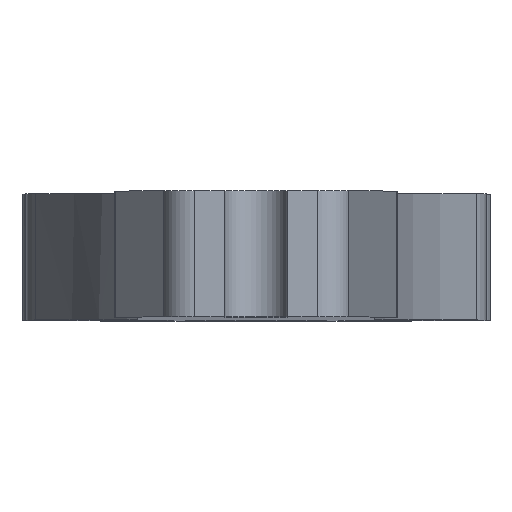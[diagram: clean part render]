
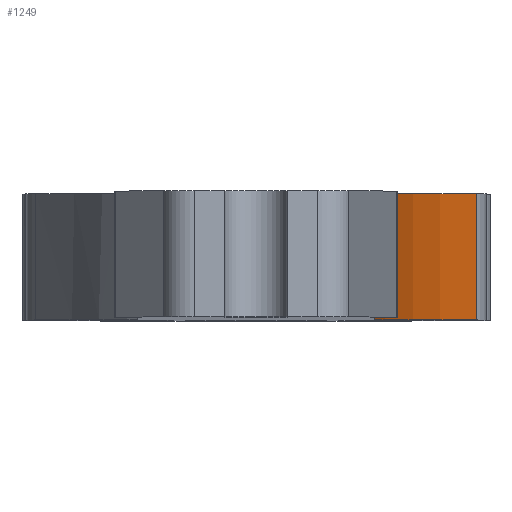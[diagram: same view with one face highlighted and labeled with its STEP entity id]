
A CAD part, top view. The second image highlights one B-rep face of the part: STEP entity #1249.
In plain terms, the highlighted free-form (B-spline) face has degree [5, 1] with [10, 2] control points.
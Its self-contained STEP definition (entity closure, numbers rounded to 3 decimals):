
#31=(
BOUNDED_CURVE()
B_SPLINE_CURVE(5,(#1987,#1988,#1989,#1990,#1991,#1992,#1993,#1994,#1995,
#1996),.UNSPECIFIED.,.F.,.F.)
B_SPLINE_CURVE_WITH_KNOTS((6,1,1,1,1,6),(0.,0.2,0.4,0.6,0.8,1.),
 .UNSPECIFIED.)
CURVE()
GEOMETRIC_REPRESENTATION_ITEM()
RATIONAL_B_SPLINE_CURVE((1.,1.,1.,1.,1.,1.,1.,1.,1.,1.))
REPRESENTATION_ITEM('')
);
#32=(
BOUNDED_CURVE()
B_SPLINE_CURVE(5,(#1998,#1999,#2000,#2001,#2002,#2003,#2004,#2005,#2006,
#2007),.UNSPECIFIED.,.F.,.F.)
B_SPLINE_CURVE_WITH_KNOTS((6,1,1,1,1,6),(0.,0.2,0.4,0.6,0.8,1.),
 .UNSPECIFIED.)
CURVE()
GEOMETRIC_REPRESENTATION_ITEM()
RATIONAL_B_SPLINE_CURVE((1.,1.,1.,1.,1.,1.,1.,1.,1.,1.))
REPRESENTATION_ITEM('')
);
#46=(
BOUNDED_SURFACE()
B_SPLINE_SURFACE(5,1,((#1966,#1967),(#1968,#1969),(#1970,#1971),(#1972,
#1973),(#1974,#1975),(#1976,#1977),(#1978,#1979),(#1980,#1981),(#1982,#1983),
(#1984,#1985)),.UNSPECIFIED.,.F.,.F.,.F.)
B_SPLINE_SURFACE_WITH_KNOTS((6,1,1,1,1,6),(2,2),(0.,0.2,0.4,0.6,0.8,1.),
(0.,0.8),.UNSPECIFIED.)
GEOMETRIC_REPRESENTATION_ITEM()
RATIONAL_B_SPLINE_SURFACE(((1.,1.),(1.,1.),(1.,1.),(1.,1.),(1.,1.),(1.,
1.),(1.,1.),(1.,1.),(1.,1.),(1.,1.)))
REPRESENTATION_ITEM('')
SURFACE()
);
#164=FACE_OUTER_BOUND('',#228,.T.);
#228=EDGE_LOOP('',(#938,#939,#940,#941));
#332=LINE('',#1965,#448);
#333=LINE('',#2008,#449);
#448=VECTOR('',#1587,10.);
#449=VECTOR('',#1588,10.);
#568=VERTEX_POINT('',#1961);
#569=VERTEX_POINT('',#1963);
#570=VERTEX_POINT('',#1986);
#571=VERTEX_POINT('',#1997);
#722=EDGE_CURVE('',#568,#569,#332,.T.);
#723=EDGE_CURVE('',#570,#568,#31,.T.);
#724=EDGE_CURVE('',#571,#569,#32,.T.);
#725=EDGE_CURVE('',#570,#571,#333,.T.);
#938=ORIENTED_EDGE('',*,*,#723,.T.);
#939=ORIENTED_EDGE('',*,*,#722,.T.);
#940=ORIENTED_EDGE('',*,*,#724,.F.);
#941=ORIENTED_EDGE('',*,*,#725,.F.);
#1249=ADVANCED_FACE('',(#164),#46,.T.);
#1587=DIRECTION('',(0.,1.,0.));
#1588=DIRECTION('',(0.,1.,0.));
#1961=CARTESIAN_POINT('',(13.961,0.,-96.154));
#1963=CARTESIAN_POINT('',(13.961,8.,-96.154));
#1965=CARTESIAN_POINT('',(13.961,0.,-96.154));
#1966=CARTESIAN_POINT('Ctrl Pts',(7.5,0.,-73.));
#1967=CARTESIAN_POINT('Ctrl Pts',(7.5,8.,-73.));
#1968=CARTESIAN_POINT('Ctrl Pts',(7.5,0.,-73.987));
#1969=CARTESIAN_POINT('Ctrl Pts',(7.5,8.,-73.987));
#1970=CARTESIAN_POINT('Ctrl Pts',(7.552,0.,-75.954));
#1971=CARTESIAN_POINT('Ctrl Pts',(7.552,8.,-75.954));
#1972=CARTESIAN_POINT('Ctrl Pts',(7.783,0.,-78.884));
#1973=CARTESIAN_POINT('Ctrl Pts',(7.783,8.,-78.884));
#1974=CARTESIAN_POINT('Ctrl Pts',(8.378,0.,-82.744));
#1975=CARTESIAN_POINT('Ctrl Pts',(8.378,8.,-82.744));
#1976=CARTESIAN_POINT('Ctrl Pts',(9.578,0.,-87.456));
#1977=CARTESIAN_POINT('Ctrl Pts',(9.578,8.,-87.456));
#1978=CARTESIAN_POINT('Ctrl Pts',(10.967,0.,-91.078));
#1979=CARTESIAN_POINT('Ctrl Pts',(10.967,8.,-91.078));
#1980=CARTESIAN_POINT('Ctrl Pts',(12.325,0.,-93.672));
#1981=CARTESIAN_POINT('Ctrl Pts',(12.325,8.,-93.672));
#1982=CARTESIAN_POINT('Ctrl Pts',(13.389,0.,-95.337));
#1983=CARTESIAN_POINT('Ctrl Pts',(13.389,8.,-95.337));
#1984=CARTESIAN_POINT('Ctrl Pts',(13.961,0.,-96.154));
#1985=CARTESIAN_POINT('Ctrl Pts',(13.961,8.,-96.154));
#1986=CARTESIAN_POINT('',(7.5,0.,-73.));
#1987=CARTESIAN_POINT('Ctrl Pts',(7.5,0.,-73.));
#1988=CARTESIAN_POINT('Ctrl Pts',(7.5,0.,-73.987));
#1989=CARTESIAN_POINT('Ctrl Pts',(7.552,0.,-75.954));
#1990=CARTESIAN_POINT('Ctrl Pts',(7.783,0.,-78.884));
#1991=CARTESIAN_POINT('Ctrl Pts',(8.378,0.,-82.744));
#1992=CARTESIAN_POINT('Ctrl Pts',(9.578,0.,-87.456));
#1993=CARTESIAN_POINT('Ctrl Pts',(10.967,0.,-91.078));
#1994=CARTESIAN_POINT('Ctrl Pts',(12.325,0.,-93.672));
#1995=CARTESIAN_POINT('Ctrl Pts',(13.389,0.,-95.337));
#1996=CARTESIAN_POINT('Ctrl Pts',(13.961,0.,-96.154));
#1997=CARTESIAN_POINT('',(7.5,8.,-73.));
#1998=CARTESIAN_POINT('Ctrl Pts',(7.5,8.,-73.));
#1999=CARTESIAN_POINT('Ctrl Pts',(7.5,8.,-73.987));
#2000=CARTESIAN_POINT('Ctrl Pts',(7.552,8.,-75.954));
#2001=CARTESIAN_POINT('Ctrl Pts',(7.783,8.,-78.884));
#2002=CARTESIAN_POINT('Ctrl Pts',(8.378,8.,-82.744));
#2003=CARTESIAN_POINT('Ctrl Pts',(9.578,8.,-87.456));
#2004=CARTESIAN_POINT('Ctrl Pts',(10.967,8.,-91.078));
#2005=CARTESIAN_POINT('Ctrl Pts',(12.325,8.,-93.672));
#2006=CARTESIAN_POINT('Ctrl Pts',(13.389,8.,-95.337));
#2007=CARTESIAN_POINT('Ctrl Pts',(13.961,8.,-96.154));
#2008=CARTESIAN_POINT('',(7.5,0.,-73.));
